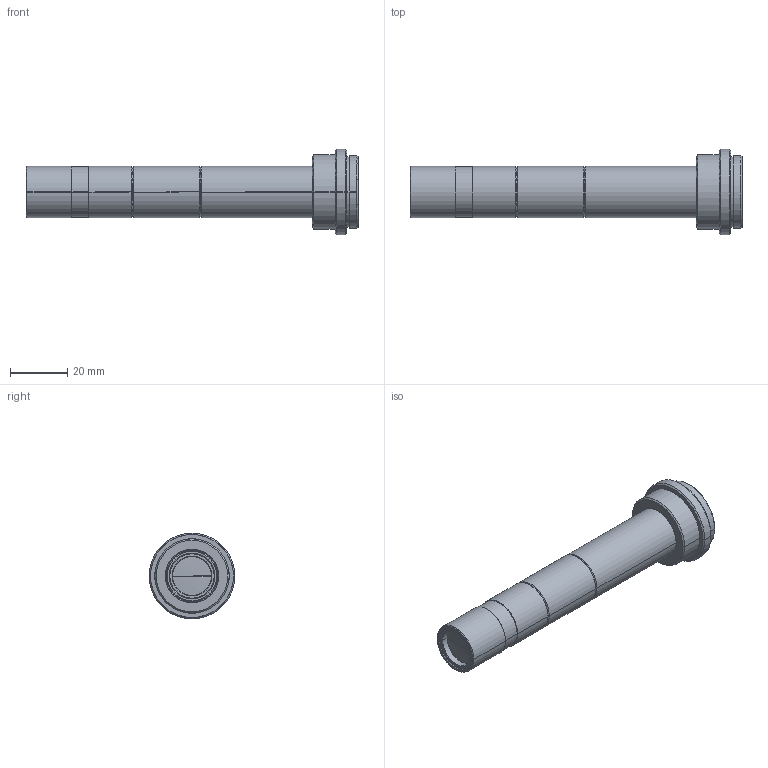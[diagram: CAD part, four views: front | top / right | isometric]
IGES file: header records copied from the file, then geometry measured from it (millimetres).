
Start section: SolidWorks IGES file using analytic representation for surfaces
Global section: file name: HR-6M-110 3D-Data.IGS; native system: SolidWorks 2016; preprocessor: SolidWorks 2016; author: 株式会社オプトアート,,11,0,13H; organization: 170202.104832; date: 170202.104832; units: millimetre
Bounding box: 116.08 x 30 x 30 mm (x, y, z)
Surface area: 9097.4 mm2 (no closed solid volume)
Topology: 0 solids, 0 shells, 76 faces, 1056 edges, 1055 vertices
Faces by surface type: revolution 64, bspline 12
